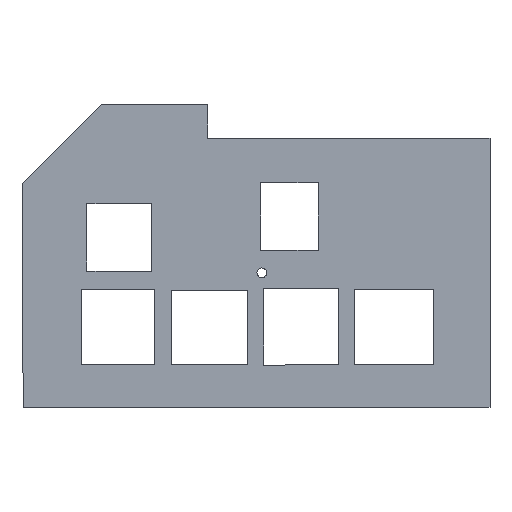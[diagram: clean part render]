
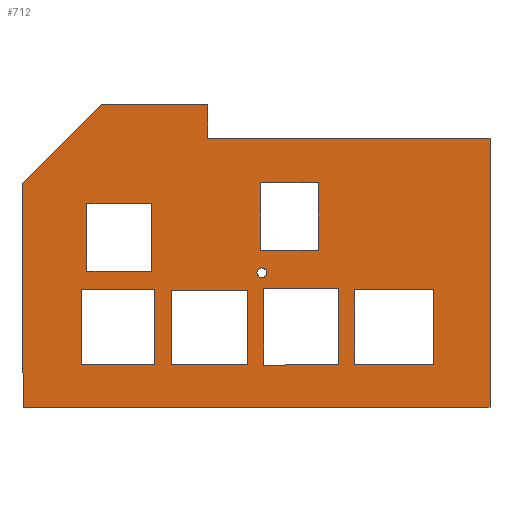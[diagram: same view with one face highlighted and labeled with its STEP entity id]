
A CAD part, top view. The second image highlights one B-rep face of the part: STEP entity #712.
In plain terms, the highlighted planar face has unit normal (0, 0, 1).
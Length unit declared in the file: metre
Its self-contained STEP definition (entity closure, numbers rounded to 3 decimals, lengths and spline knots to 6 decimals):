
#11=CIRCLE('',#772,0.001063);
#140=ORIENTED_EDGE('',*,*,#266,.F.);
#141=ORIENTED_EDGE('',*,*,#270,.F.);
#142=ORIENTED_EDGE('',*,*,#273,.F.);
#143=ORIENTED_EDGE('',*,*,#276,.F.);
#144=ORIENTED_EDGE('',*,*,#279,.F.);
#145=ORIENTED_EDGE('',*,*,#282,.F.);
#146=ORIENTED_EDGE('',*,*,#296,.F.);
#147=ORIENTED_EDGE('',*,*,#256,.F.);
#148=ORIENTED_EDGE('',*,*,#260,.T.);
#149=ORIENTED_EDGE('',*,*,#263,.T.);
#150=ORIENTED_EDGE('',*,*,#294,.F.);
#151=ORIENTED_EDGE('',*,*,#246,.F.);
#152=ORIENTED_EDGE('',*,*,#250,.T.);
#153=ORIENTED_EDGE('',*,*,#253,.T.);
#154=ORIENTED_EDGE('',*,*,#292,.F.);
#155=ORIENTED_EDGE('',*,*,#236,.F.);
#156=ORIENTED_EDGE('',*,*,#240,.T.);
#157=ORIENTED_EDGE('',*,*,#243,.T.);
#158=ORIENTED_EDGE('',*,*,#290,.T.);
#159=ORIENTED_EDGE('',*,*,#226,.F.);
#160=ORIENTED_EDGE('',*,*,#230,.T.);
#161=ORIENTED_EDGE('',*,*,#233,.T.);
#162=ORIENTED_EDGE('',*,*,#288,.F.);
#163=ORIENTED_EDGE('',*,*,#285,.F.);
#164=ORIENTED_EDGE('',*,*,#216,.T.);
#165=ORIENTED_EDGE('',*,*,#220,.T.);
#166=ORIENTED_EDGE('',*,*,#223,.T.);
#167=ORIENTED_EDGE('',*,*,#284,.T.);
#168=ORIENTED_EDGE('',*,*,#206,.F.);
#169=ORIENTED_EDGE('',*,*,#210,.T.);
#170=ORIENTED_EDGE('',*,*,#213,.T.);
#171=ORIENTED_EDGE('',*,*,#298,.F.);
#206=EDGE_CURVE('',#301,#302,#365,.T.);
#210=EDGE_CURVE('',#301,#304,#369,.T.);
#213=EDGE_CURVE('',#304,#306,#372,.T.);
#216=EDGE_CURVE('',#310,#309,#375,.T.);
#220=EDGE_CURVE('',#309,#312,#379,.T.);
#223=EDGE_CURVE('',#312,#314,#382,.T.);
#226=EDGE_CURVE('',#317,#318,#385,.T.);
#230=EDGE_CURVE('',#317,#320,#389,.T.);
#233=EDGE_CURVE('',#320,#322,#392,.T.);
#236=EDGE_CURVE('',#325,#326,#395,.T.);
#240=EDGE_CURVE('',#325,#328,#399,.T.);
#243=EDGE_CURVE('',#328,#330,#402,.T.);
#246=EDGE_CURVE('',#333,#334,#405,.T.);
#250=EDGE_CURVE('',#333,#336,#409,.T.);
#253=EDGE_CURVE('',#336,#338,#412,.T.);
#256=EDGE_CURVE('',#341,#342,#415,.T.);
#260=EDGE_CURVE('',#341,#344,#419,.T.);
#263=EDGE_CURVE('',#344,#346,#422,.T.);
#266=EDGE_CURVE('',#349,#350,#425,.T.);
#270=EDGE_CURVE('',#352,#349,#429,.T.);
#273=EDGE_CURVE('',#354,#352,#432,.T.);
#276=EDGE_CURVE('',#356,#354,#435,.T.);
#279=EDGE_CURVE('',#358,#356,#438,.T.);
#282=EDGE_CURVE('',#360,#358,#441,.T.);
#284=EDGE_CURVE('',#314,#310,#443,.T.);
#285=EDGE_CURVE('',#361,#361,#11,.T.);
#288=EDGE_CURVE('',#318,#322,#445,.T.);
#290=EDGE_CURVE('',#330,#326,#447,.T.);
#292=EDGE_CURVE('',#334,#338,#449,.T.);
#294=EDGE_CURVE('',#342,#346,#451,.T.);
#296=EDGE_CURVE('',#350,#360,#453,.T.);
#298=EDGE_CURVE('',#302,#306,#455,.T.);
#301=VERTEX_POINT('',#1167);
#302=VERTEX_POINT('',#1169);
#304=VERTEX_POINT('',#1175);
#306=VERTEX_POINT('',#1181);
#309=VERTEX_POINT('',#1188);
#310=VERTEX_POINT('',#1190);
#312=VERTEX_POINT('',#1196);
#314=VERTEX_POINT('',#1202);
#317=VERTEX_POINT('',#1209);
#318=VERTEX_POINT('',#1211);
#320=VERTEX_POINT('',#1217);
#322=VERTEX_POINT('',#1223);
#325=VERTEX_POINT('',#1230);
#326=VERTEX_POINT('',#1232);
#328=VERTEX_POINT('',#1238);
#330=VERTEX_POINT('',#1244);
#333=VERTEX_POINT('',#1251);
#334=VERTEX_POINT('',#1253);
#336=VERTEX_POINT('',#1259);
#338=VERTEX_POINT('',#1265);
#341=VERTEX_POINT('',#1272);
#342=VERTEX_POINT('',#1274);
#344=VERTEX_POINT('',#1280);
#346=VERTEX_POINT('',#1286);
#349=VERTEX_POINT('',#1293);
#350=VERTEX_POINT('',#1295);
#352=VERTEX_POINT('',#1301);
#354=VERTEX_POINT('',#1307);
#356=VERTEX_POINT('',#1313);
#358=VERTEX_POINT('',#1319);
#360=VERTEX_POINT('',#1325);
#361=VERTEX_POINT('',#1332);
#365=LINE('',#1168,#458);
#369=LINE('',#1176,#462);
#372=LINE('',#1182,#465);
#375=LINE('',#1189,#468);
#379=LINE('',#1197,#472);
#382=LINE('',#1203,#475);
#385=LINE('',#1210,#478);
#389=LINE('',#1218,#482);
#392=LINE('',#1224,#485);
#395=LINE('',#1231,#488);
#399=LINE('',#1239,#492);
#402=LINE('',#1245,#495);
#405=LINE('',#1252,#498);
#409=LINE('',#1260,#502);
#412=LINE('',#1266,#505);
#415=LINE('',#1273,#508);
#419=LINE('',#1281,#512);
#422=LINE('',#1287,#515);
#425=LINE('',#1294,#518);
#429=LINE('',#1302,#522);
#432=LINE('',#1308,#525);
#435=LINE('',#1314,#528);
#438=LINE('',#1320,#531);
#441=LINE('',#1326,#534);
#443=LINE('',#1329,#536);
#445=LINE('',#1337,#538);
#447=LINE('',#1340,#540);
#449=LINE('',#1343,#542);
#451=LINE('',#1346,#544);
#453=LINE('',#1349,#546);
#455=LINE('',#1352,#548);
#458=VECTOR('',#790,1.);
#462=VECTOR('',#796,1.);
#465=VECTOR('',#801,1.);
#468=VECTOR('',#806,1.);
#472=VECTOR('',#812,1.);
#475=VECTOR('',#817,1.);
#478=VECTOR('',#822,1.);
#482=VECTOR('',#828,1.);
#485=VECTOR('',#833,1.);
#488=VECTOR('',#838,1.);
#492=VECTOR('',#844,1.);
#495=VECTOR('',#849,1.);
#498=VECTOR('',#854,1.);
#502=VECTOR('',#860,1.);
#505=VECTOR('',#865,1.);
#508=VECTOR('',#870,1.);
#512=VECTOR('',#876,1.);
#515=VECTOR('',#881,1.);
#518=VECTOR('',#886,1.);
#522=VECTOR('',#892,1.);
#525=VECTOR('',#897,1.);
#528=VECTOR('',#902,1.);
#531=VECTOR('',#907,1.);
#534=VECTOR('',#912,1.);
#536=VECTOR('',#916,1.);
#538=VECTOR('',#926,1.);
#540=VECTOR('',#930,1.);
#542=VECTOR('',#934,1.);
#544=VECTOR('',#938,1.);
#546=VECTOR('',#942,1.);
#548=VECTOR('',#946,1.);
#582=EDGE_LOOP('',(#140,#141,#142,#143,#144,#145,#146));
#583=EDGE_LOOP('',(#147,#148,#149,#150));
#584=EDGE_LOOP('',(#151,#152,#153,#154));
#585=EDGE_LOOP('',(#155,#156,#157,#158));
#586=EDGE_LOOP('',(#159,#160,#161,#162));
#587=EDGE_LOOP('',(#163));
#588=EDGE_LOOP('',(#164,#165,#166,#167));
#589=EDGE_LOOP('',(#168,#169,#170,#171));
#631=FACE_BOUND('',#582,.T.);
#632=FACE_BOUND('',#583,.T.);
#633=FACE_BOUND('',#584,.T.);
#634=FACE_BOUND('',#585,.T.);
#635=FACE_BOUND('',#586,.T.);
#636=FACE_BOUND('',#587,.T.);
#637=FACE_BOUND('',#588,.T.);
#638=FACE_BOUND('',#589,.T.);
#678=PLANE('',#780);
#712=ADVANCED_FACE('',(#631,#632,#633,#634,#635,#636,#637,#638),#678,.T.);
#772=AXIS2_PLACEMENT_3D('',#1331,#919,#920);
#780=AXIS2_PLACEMENT_3D('',#1353,#947,#948);
#790=DIRECTION('',(1.,0.,0.));
#796=DIRECTION('',(0.,1.,0.));
#801=DIRECTION('',(1.,0.,0.));
#806=DIRECTION('',(1.,0.,0.));
#812=DIRECTION('',(0.,-1.,0.));
#817=DIRECTION('',(-1.,0.,0.));
#822=DIRECTION('',(0.,-1.,0.));
#828=DIRECTION('',(1.,0.,0.));
#833=DIRECTION('',(0.,-1.,0.));
#838=DIRECTION('',(1.,0.005,0.));
#844=DIRECTION('',(0.,1.,0.));
#849=DIRECTION('',(1.,0.,0.));
#854=DIRECTION('',(0.,-1.,0.));
#860=DIRECTION('',(1.,0.,0.));
#865=DIRECTION('',(0.,-1.,0.));
#870=DIRECTION('',(0.,-1.,0.));
#876=DIRECTION('',(1.,0.,0.));
#881=DIRECTION('',(0.,-1.,0.));
#886=DIRECTION('',(0.712,0.702,0.));
#892=DIRECTION('',(-0.005,1.,0.));
#897=DIRECTION('',(-1.,0.,0.));
#902=DIRECTION('',(0.,-1.,0.));
#907=DIRECTION('',(1.,0.,0.));
#912=DIRECTION('',(0.,-1.,0.));
#916=DIRECTION('',(0.,1.,0.));
#919=DIRECTION('',(0.,0.,1.));
#920=DIRECTION('',(1.,0.,0.));
#926=DIRECTION('',(1.,0.,0.));
#930=DIRECTION('',(0.,-1.,0.));
#934=DIRECTION('',(1.,0.,0.));
#938=DIRECTION('',(1.,0.,0.));
#942=DIRECTION('',(1.,0.,0.));
#946=DIRECTION('',(0.,1.,0.));
#947=DIRECTION('',(0.,0.,1.));
#948=DIRECTION('',(1.,0.,0.));
#1167=CARTESIAN_POINT('',(0.001315,0.001706,0.002));
#1168=CARTESIAN_POINT('',(0.007621,0.001706,0.002));
#1169=CARTESIAN_POINT('',(0.013926,0.001706,0.002));
#1175=CARTESIAN_POINT('',(0.001315,0.016536,0.002));
#1176=CARTESIAN_POINT('',(0.001315,0.009121,0.002));
#1181=CARTESIAN_POINT('',(0.013926,0.016536,0.002));
#1182=CARTESIAN_POINT('',(0.007621,0.016536,0.002));
#1188=CARTESIAN_POINT('',(0.039171,-0.006775,0.002));
#1189=CARTESIAN_POINT('',(0.0305,-0.006775,0.002));
#1190=CARTESIAN_POINT('',(0.021828,-0.006775,0.002));
#1196=CARTESIAN_POINT('',(0.039171,-0.023264,0.002));
#1197=CARTESIAN_POINT('',(0.039171,-0.015019,0.002));
#1202=CARTESIAN_POINT('',(0.021828,-0.023264,0.002));
#1203=CARTESIAN_POINT('',(0.0305,-0.023264,0.002));
#1209=CARTESIAN_POINT('',(-0.036575,0.011904,0.002));
#1210=CARTESIAN_POINT('',(-0.036575,0.004561,0.002));
#1211=CARTESIAN_POINT('',(-0.036575,-0.002782,0.002));
#1217=CARTESIAN_POINT('',(-0.022474,0.011904,0.002));
#1218=CARTESIAN_POINT('',(-0.029525,0.011904,0.002));
#1223=CARTESIAN_POINT('',(-0.022474,-0.002782,0.002));
#1224=CARTESIAN_POINT('',(-0.022474,0.004561,0.002));
#1230=CARTESIAN_POINT('',(0.001984,-0.023316,0.002));
#1231=CARTESIAN_POINT('',(0.01019,-0.023273,0.002));
#1232=CARTESIAN_POINT('',(0.018396,-0.023229,0.002));
#1238=CARTESIAN_POINT('',(0.001984,-0.006628,0.002));
#1239=CARTESIAN_POINT('',(0.001984,-0.023273,0.002));
#1244=CARTESIAN_POINT('',(0.018396,-0.006628,0.002));
#1245=CARTESIAN_POINT('',(0.01019,-0.006628,0.002));
#1251=CARTESIAN_POINT('',(-0.018162,-0.006957,0.002));
#1252=CARTESIAN_POINT('',(-0.018162,-0.015109,0.002));
#1253=CARTESIAN_POINT('',(-0.018162,-0.023261,0.002));
#1259=CARTESIAN_POINT('',(-0.001529,-0.006957,0.002));
#1260=CARTESIAN_POINT('',(-0.009846,-0.006957,0.002));
#1265=CARTESIAN_POINT('',(-0.001529,-0.023261,0.002));
#1266=CARTESIAN_POINT('',(-0.001529,-0.015109,0.002));
#1272=CARTESIAN_POINT('',(-0.037864,-0.006775,0.002));
#1273=CARTESIAN_POINT('',(-0.037864,-0.015019,0.002));
#1274=CARTESIAN_POINT('',(-0.037864,-0.023264,0.002));
#1280=CARTESIAN_POINT('',(-0.021785,-0.006775,0.002));
#1281=CARTESIAN_POINT('',(-0.029824,-0.006775,0.002));
#1286=CARTESIAN_POINT('',(-0.021785,-0.023264,0.002));
#1287=CARTESIAN_POINT('',(-0.021785,-0.015019,0.002));
#1293=CARTESIAN_POINT('',(-0.050746,0.016413,0.002));
#1294=CARTESIAN_POINT('',(-0.04205,0.024979,0.002));
#1295=CARTESIAN_POINT('',(-0.033355,0.033546,0.002));
#1301=CARTESIAN_POINT('',(-0.050488,-0.032539,0.002));
#1302=CARTESIAN_POINT('',(-0.050617,-0.008063,0.002));
#1307=CARTESIAN_POINT('',(0.051409,-0.032539,0.002));
#1308=CARTESIAN_POINT('',(0.00046,-0.032539,0.002));
#1313=CARTESIAN_POINT('',(0.051409,0.026203,0.002));
#1314=CARTESIAN_POINT('',(0.051409,-0.003168,0.002));
#1319=CARTESIAN_POINT('',(-0.010167,0.026203,0.002));
#1320=CARTESIAN_POINT('',(0.020621,0.026203,0.002));
#1325=CARTESIAN_POINT('',(-0.010167,0.033546,0.002));
#1326=CARTESIAN_POINT('',(-0.010167,0.029874,0.002));
#1329=CARTESIAN_POINT('',(0.021828,-0.015019,0.002));
#1331=CARTESIAN_POINT('',(0.001599,-0.003171,0.002));
#1332=CARTESIAN_POINT('',(0.002663,-0.003171,0.002));
#1337=CARTESIAN_POINT('',(-0.029525,-0.002782,0.002));
#1340=CARTESIAN_POINT('',(0.018396,-0.014929,0.002));
#1343=CARTESIAN_POINT('',(-0.009846,-0.023261,0.002));
#1346=CARTESIAN_POINT('',(-0.029824,-0.023264,0.002));
#1349=CARTESIAN_POINT('',(-0.021761,0.033546,0.002));
#1352=CARTESIAN_POINT('',(0.013926,0.009121,0.002));
#1353=CARTESIAN_POINT('',(0.000332,0.000503,0.002));
